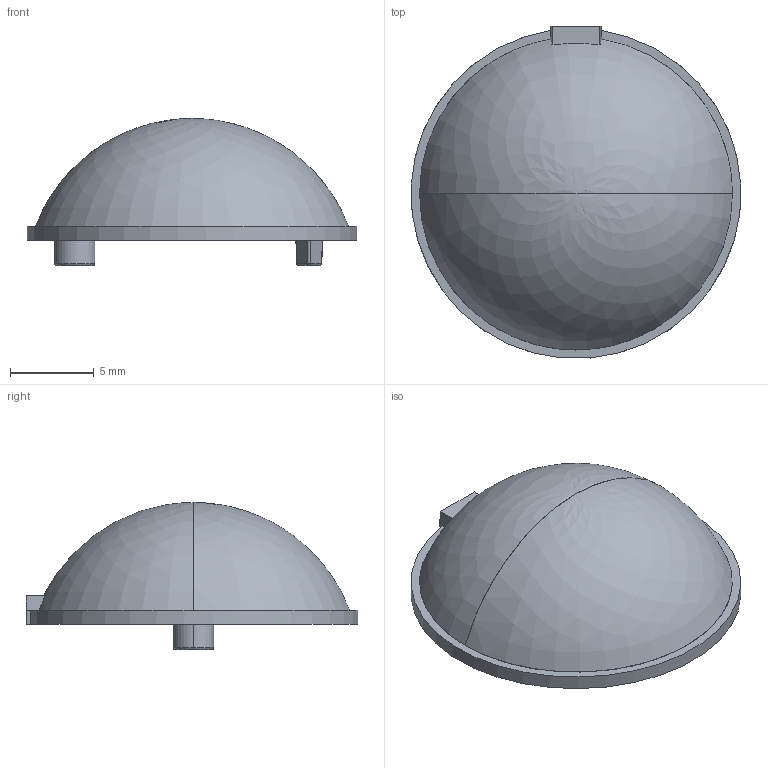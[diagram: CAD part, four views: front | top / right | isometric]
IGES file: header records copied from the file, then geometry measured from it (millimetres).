
Start section:  PTC IGES file: 10620_Iss1_250209.igs
Global section: file name: 10620_Iss1_250209.igs; native system: Pro/ENGINEER by Parametric Technology Corporation; preprocessor: 2009141; author: BercotB; organization: Unknown; date: 20100325.110337; units: millimetre
Bounding box: 19.67 x 19.81 x 8.78 mm (x, y, z)
Surface area: 871.7 mm2 (no closed solid volume)
Topology: 0 solids, 0 shells, 48 faces, 208 edges, 204 vertices
Faces by surface type: revolution 33, bspline 15
